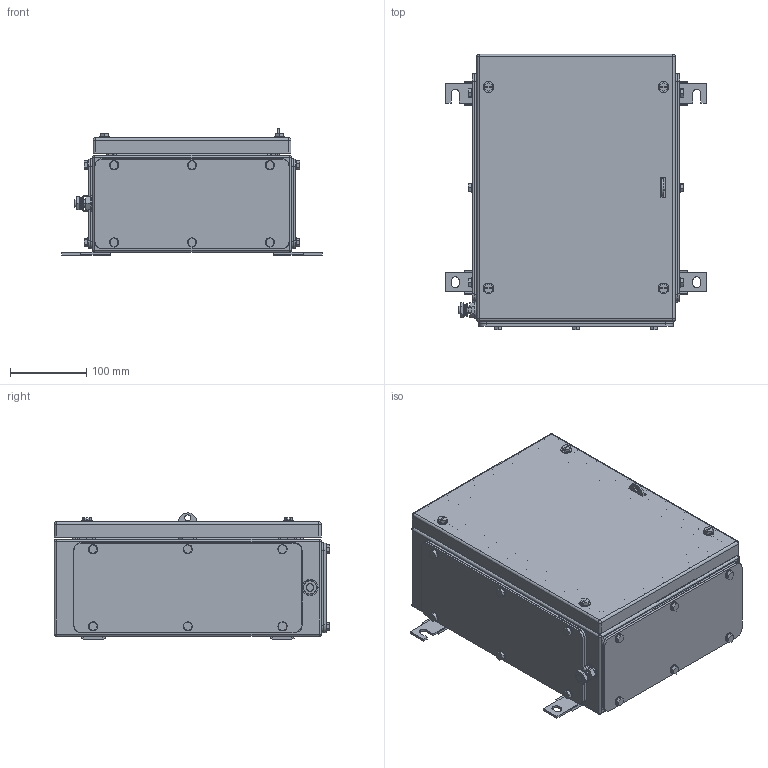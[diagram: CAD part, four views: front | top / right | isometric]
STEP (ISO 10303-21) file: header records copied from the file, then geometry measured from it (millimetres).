
FILE_DESCRIPTION(('CATIA V5 STEP Exchange','CAx-IF Rec.Pracs.--- Model Styling and Organization---1.4--- 2014-01-23'),'2;1');
FILE_NAME ('008522-9_4_1194830000_1194830000.stp','2019-09-20T09:12:13+00:00',('none'),('Weidmueller'),'CATIA Version 5-6 Release 2016 SP3 HF44','CATIA V5 STEP AP214','none');
FILE_SCHEMA(('AUTOMOTIVE_DESIGN { 1 0 10303 214 1 1 1 1 }'));
Length unit declared in the file: millimetre
Products named in the file (1): 1194830000
Bounding box: 341 x 361 x 165 mm (x, y, z)
Volume: 1064712.7 mm3; surface area: 1094909.3 mm2
Topology: 76 solids, 76 shells, 1746 faces, 4152 edges, 2622 vertices
Faces by surface type: plane 839, cylinder 705, cone 156, sphere 24, torus 22
Entity records: 47641 total; most frequent: CARTESIAN_POINT 9468, ORIENTED_EDGE 8168, DIRECTION 6451, EDGE_CURVE 4084, AXIS2_PLACEMENT_3D 2699, VERTEX_POINT 2622, VECTOR 2476, LINE 2476
